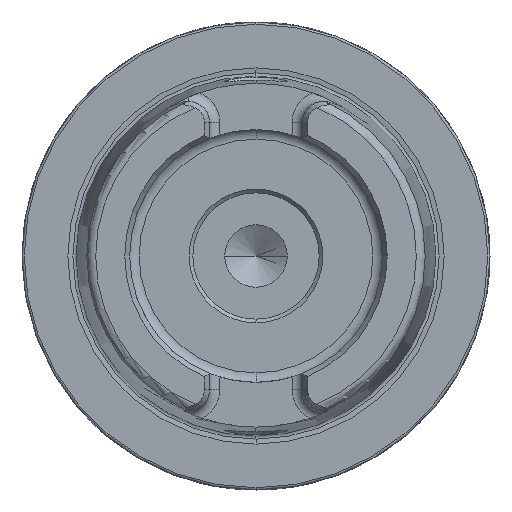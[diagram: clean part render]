
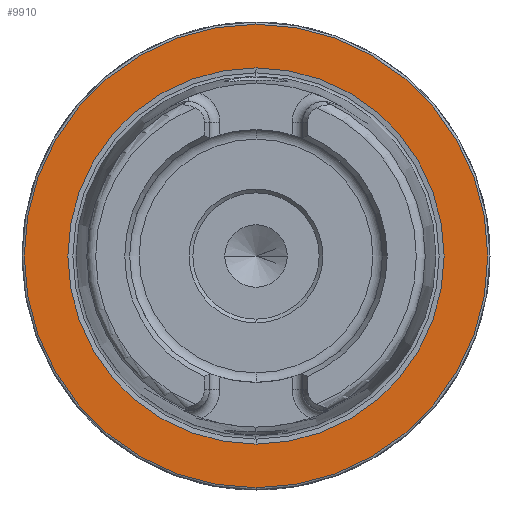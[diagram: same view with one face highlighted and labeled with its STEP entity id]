
A CAD part, left-side view. The second image highlights one B-rep face of the part: STEP entity #9910.
In plain terms, the highlighted planar face has unit normal (-1, 0, 0).
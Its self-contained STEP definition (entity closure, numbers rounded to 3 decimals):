
#754 = CARTESIAN_POINT ( 'NONE',  ( 0., 0., 0. ) ) ;
#755 = DIRECTION ( 'NONE',  ( -1., 0., 0. ) ) ;
#756 = DIRECTION ( 'NONE',  ( 0., 0., 1. ) ) ;
#763 = CARTESIAN_POINT ( 'NONE',  ( 0., 0., 0. ) ) ;
#764 = DIRECTION ( 'NONE',  ( -1., 0., 0. ) ) ;
#765 = DIRECTION ( 'NONE',  ( 0., 0., 1. ) ) ;
#1800 = CARTESIAN_POINT ( 'NONE',  ( 0., 0., 0. ) ) ;
#1801 = DIRECTION ( 'NONE',  ( -1., 0., 0. ) ) ;
#1802 = DIRECTION ( 'NONE',  ( 0., 0., 1. ) ) ;
#1803 = CARTESIAN_POINT ( 'NONE',  ( 0., 0., 0. ) ) ;
#1804 = DIRECTION ( 'NONE',  ( -1., 0., 0. ) ) ;
#1805 = DIRECTION ( 'NONE',  ( 0., 0., 1. ) ) ;
#3563 = DIRECTION ( 'NONE',  ( 1., 0., 0. ) ) ;
#4753 = EDGE_CURVE ( 'NONE', #5296, #5306, #5035, .T. ) ;
#4761 = EDGE_CURVE ( 'NONE', #5310, #5312, #5042, .T. ) ;
#5035 = CIRCLE ( 'NONE', #8690, 25.324 ) ;
#5042 = CIRCLE ( 'NONE', #8693, 31.2 ) ;
#5296 = VERTEX_POINT ( 'NONE', #8212 ) ;
#5306 = VERTEX_POINT ( 'NONE', #8215 ) ;
#5310 = VERTEX_POINT ( 'NONE', #8218 ) ;
#5312 = VERTEX_POINT ( 'NONE', #8219 ) ;
#6833 = ORIENTED_EDGE ( 'NONE', *, *, #10457, .T. ) ;
#7028 = FACE_OUTER_BOUND ( 'NONE', #9835, .T. ) ;
#7041 = FACE_BOUND ( 'NONE', #9828, .T. ) ;
#7404 = CIRCLE ( 'NONE', #7687, 31.2 ) ;
#7406 = CIRCLE ( 'NONE', #7688, 25.324 ) ;
#7622 = AXIS2_PLACEMENT_3D ( 'NONE', #11652, #3563, #10412 ) ;
#7687 = AXIS2_PLACEMENT_3D ( 'NONE', #1800, #1801, #1802 ) ;
#7688 = AXIS2_PLACEMENT_3D ( 'NONE', #1803, #1804, #1805 ) ;
#8212 = CARTESIAN_POINT ( 'NONE',  ( 0., 0., -25.324 ) ) ;
#8215 = CARTESIAN_POINT ( 'NONE',  ( 0., 0., 25.324 ) ) ;
#8218 = CARTESIAN_POINT ( 'NONE',  ( 0., 0., 31.2 ) ) ;
#8219 = CARTESIAN_POINT ( 'NONE',  ( 0., 0., -31.2 ) ) ;
#8690 = AXIS2_PLACEMENT_3D ( 'NONE', #754, #755, #756 ) ;
#8693 = AXIS2_PLACEMENT_3D ( 'NONE', #763, #764, #765 ) ;
#9684 = ORIENTED_EDGE ( 'NONE', *, *, #4753, .F. ) ;
#9744 = ORIENTED_EDGE ( 'NONE', *, *, #10458, .F. ) ;
#9828 = EDGE_LOOP ( 'NONE', ( #9744, #9684 ) ) ;
#9835 = EDGE_LOOP ( 'NONE', ( #13378, #6833 ) ) ;
#9910 = ADVANCED_FACE ( 'NONE', ( #7041, #7028 ), #11655, .F. ) ;
#10412 = DIRECTION ( 'NONE',  ( 0., 0., -1. ) ) ;
#10457 = EDGE_CURVE ( 'NONE', #5312, #5310, #7404, .T. ) ;
#10458 = EDGE_CURVE ( 'NONE', #5306, #5296, #7406, .T. ) ;
#11652 = CARTESIAN_POINT ( 'NONE',  ( 0., 31.2, 0. ) ) ;
#11655 = PLANE ( 'NONE',  #7622 ) ;
#13378 = ORIENTED_EDGE ( 'NONE', *, *, #4761, .T. ) ;
